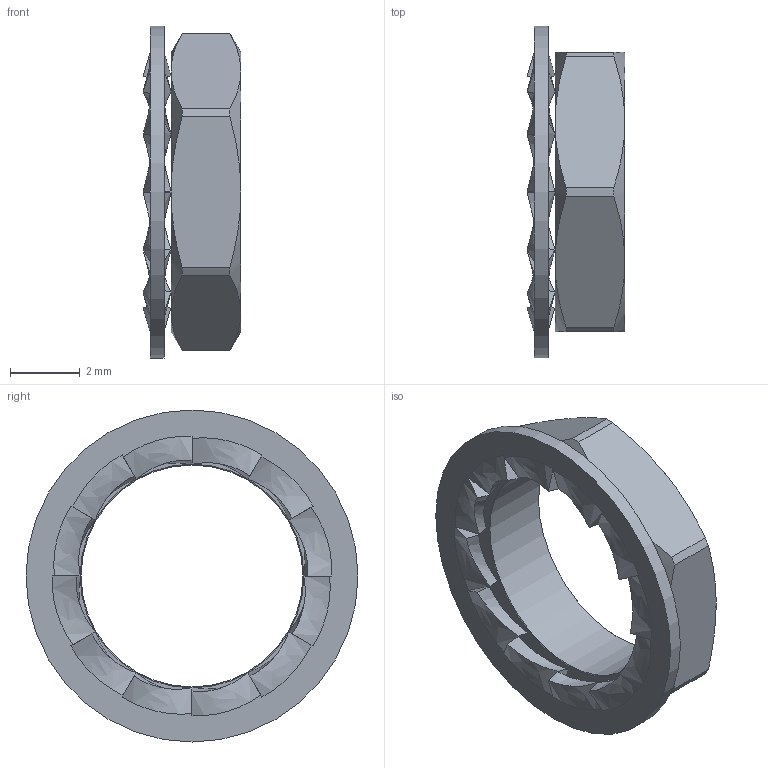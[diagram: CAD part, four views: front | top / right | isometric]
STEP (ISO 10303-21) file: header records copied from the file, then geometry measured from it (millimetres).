
FILE_DESCRIPTION(/* description */ (''),/* implementation_level */ '2;1');
FILE_NAME(/* name */ 'TELEGARTNER_J01151A0451_Part2.stp',/* time_stamp */ '2016-10-27T14:50:00+02:00',/* author */ ('jchouvet'),/* organization */ (''),/* preprocessor_version */ 'ST-DEVELOPER v16.1',/* originating_system */ 'AutoCAD Mechanical',/* authorisation */ '');
FILE_SCHEMA (('AUTOMOTIVE_DESIGN { 1 0 10303 214 3 1 1 }'));
Length unit declared in the file: millimetre
Products named in the file (1): Product
Bounding box: 2.8 x 9.5 x 9.5 mm (x, y, z)
Volume: 61 mm3; surface area: 234.7 mm2
Topology: 2 solids, 2 shells, 92 faces, 264 edges, 176 vertices
Faces by surface type: bspline 36, plane 34, cone 14, cylinder 8
Full cylindrical faces by diameter (mm): 6.35 x1, 9.5 x1
Entity records: 3531 total; most frequent: CARTESIAN_POINT 1401, ORIENTED_EDGE 516, DIRECTION 306, EDGE_CURVE 258, VERTEX_POINT 174, LINE 132, VECTOR 132, EDGE_LOOP 100
